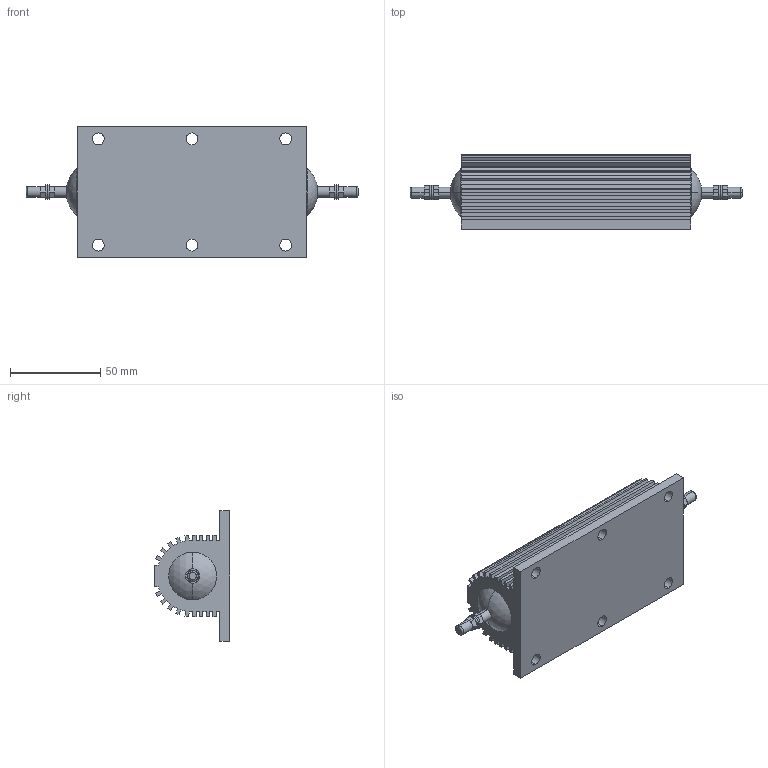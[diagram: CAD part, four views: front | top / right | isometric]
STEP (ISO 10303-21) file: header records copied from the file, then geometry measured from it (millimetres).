
FILE_DESCRIPTION (( 'STEP AP214' ), '1' );
FILE_NAME ('User Library-HS300standardResistor.STEP', '2020-04-28T17:58:27', ( '' ), ( '' ), 'SwSTEP 2.0', 'SolidWorks 2019', '' );
FILE_SCHEMA (( 'AUTOMOTIVE_DESIGN' ));
Length unit declared in the file: millimetre
Products named in the file (1): User Library-HS300standardResistor
Bounding box: 184.4 x 41.8 x 72.5 mm (x, y, z)
Volume: 225777.4 mm3; surface area: 47960 mm2
Topology: 9 solids, 9 shells, 172 faces, 438 edges, 288 vertices
Faces by surface type: plane 104, cylinder 56, sphere 8, torus 4
Entity records: 5754 total; most frequent: DIRECTION 908, CARTESIAN_POINT 899, ORIENTED_EDGE 876, EDGE_CURVE 438, LINE 314, VECTOR 314, AXIS2_PLACEMENT_3D 297, VERTEX_POINT 288
